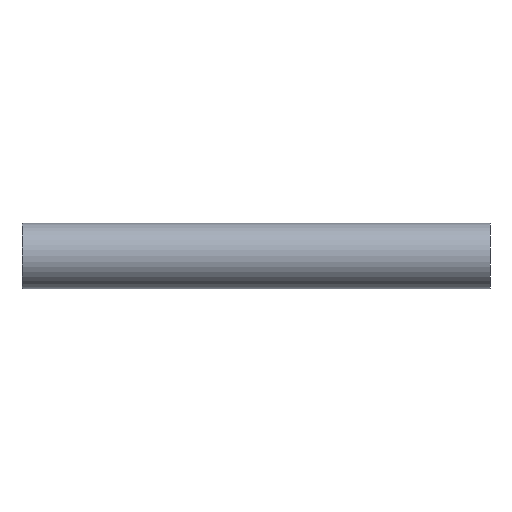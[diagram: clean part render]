
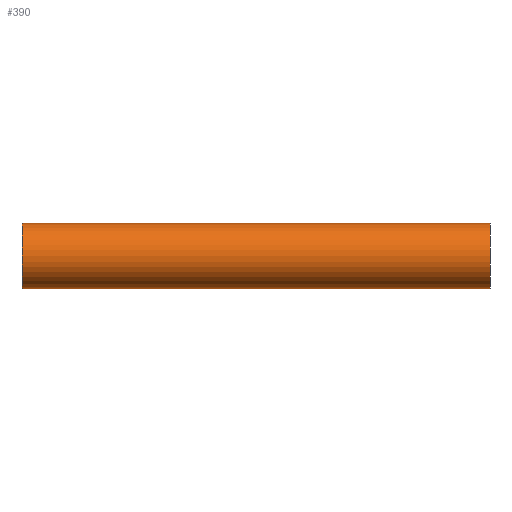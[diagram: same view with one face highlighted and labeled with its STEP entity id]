
A CAD part, front view. The second image highlights one B-rep face of the part: STEP entity #390.
In plain terms, the highlighted cylindrical face has radius 7.15 mm (diameter 14.3 mm), a full revolution.
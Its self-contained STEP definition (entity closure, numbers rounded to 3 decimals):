
#20=FACE_BOUND('',#82,.T.);
#52=FACE_OUTER_BOUND('',#81,.T.);
#81=EDGE_LOOP('',(#311,#312,#313));
#82=EDGE_LOOP('',(#314,#315,#316));
#117=LINE('',#635,#151);
#118=LINE('',#639,#152);
#151=VECTOR('',#519,8.);
#152=VECTOR('',#522,8.);
#181=CIRCLE('',#431,7.15);
#182=CIRCLE('',#432,7.15);
#209=VERTEX_POINT('',#632);
#210=VERTEX_POINT('',#634);
#211=VERTEX_POINT('',#636);
#212=VERTEX_POINT('',#638);
#249=EDGE_CURVE('',#209,#209,#181,.T.);
#250=EDGE_CURVE('',#210,#209,#117,.T.);
#251=EDGE_CURVE('',#211,#211,#182,.T.);
#252=EDGE_CURVE('',#211,#212,#118,.T.);
#311=ORIENTED_EDGE('',*,*,#249,.F.);
#312=ORIENTED_EDGE('',*,*,#250,.F.);
#313=ORIENTED_EDGE('',*,*,#250,.T.);
#314=ORIENTED_EDGE('',*,*,#251,.T.);
#315=ORIENTED_EDGE('',*,*,#252,.T.);
#316=ORIENTED_EDGE('',*,*,#252,.F.);
#378=CYLINDRICAL_SURFACE('',#430,7.15);
#390=ADVANCED_FACE('',(#52,#20),#378,.T.);
#430=AXIS2_PLACEMENT_3D('',#631,#515,#516);
#431=AXIS2_PLACEMENT_3D('',#633,#517,#518);
#432=AXIS2_PLACEMENT_3D('',#637,#520,#521);
#515=DIRECTION('center_axis',(-1.,0.,0.));
#516=DIRECTION('ref_axis',(0.,0.,1.));
#517=DIRECTION('center_axis',(-1.,0.,0.));
#518=DIRECTION('ref_axis',(0.,0.,1.));
#519=DIRECTION('',(-1.,0.,0.));
#520=DIRECTION('center_axis',(-1.,0.,0.));
#521=DIRECTION('ref_axis',(0.,0.,1.));
#522=DIRECTION('',(-1.,0.,0.));
#631=CARTESIAN_POINT('Origin',(102.,0.,0.));
#632=CARTESIAN_POINT('',(0.,7.15,0.));
#633=CARTESIAN_POINT('Origin',(0.,0.,0.));
#634=CARTESIAN_POINT('',(8.,7.15,0.));
#635=CARTESIAN_POINT('',(102.,7.15,0.));
#636=CARTESIAN_POINT('',(102.,7.15,0.));
#637=CARTESIAN_POINT('Origin',(102.,0.,0.));
#638=CARTESIAN_POINT('',(94.,7.15,0.));
#639=CARTESIAN_POINT('',(102.,7.15,0.));
